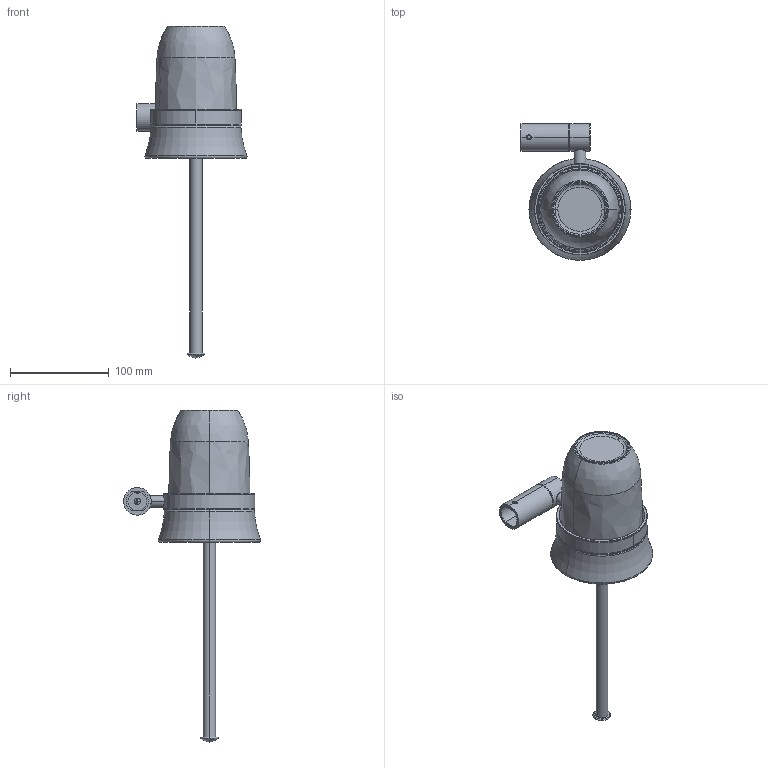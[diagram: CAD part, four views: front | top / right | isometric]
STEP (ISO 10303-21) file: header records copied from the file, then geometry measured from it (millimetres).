
FILE_DESCRIPTION((''),'2;1');
FILE_NAME('MG26723_ASM','2023-09-18T20:15:13',('Admin'),(''),'CREO PARAMETRIC BY PTC INC, 2018050','CREO PARAMETRIC BY PTC INC, 2018050','');
FILE_SCHEMA(('CONFIG_CONTROL_DESIGN'));
Length unit declared in the file: millimetre
Products named in the file (9): MG26721-01; MG26723-01; M50001; MG26723-02; M400; MG27123-02; MG27123-03; MG27123-04; MG26723_ASM
Assembly tree (8 placements, depth 2):
  MG26723_ASM
    MG26721-01
    MG26723-01
    M50001
    MG26723-02
    M400
    MG27123-02
    MG27123-03
    MG27123-04
Bounding box: 111.54 x 138.74 x 336.55 mm (x, y, z)
Volume: 487366.2 mm3; surface area: 153178.6 mm2
Topology: 8 solids, 8 shells, 218 faces, 498 edges, 301 vertices
Faces by surface type: cylinder 73, plane 53, torus 50, bspline 24, cone 13, sphere 5
Entity records: 9643 total; most frequent: CARTESIAN_POINT 4599, DIRECTION 1091, ORIENTED_EDGE 976, EDGE_CURVE 488, AXIS2_PLACEMENT_3D 474, VERTEX_POINT 301, CIRCLE 263, EDGE_LOOP 243
